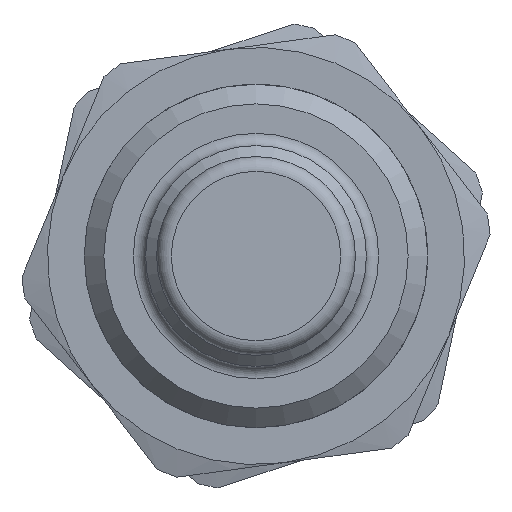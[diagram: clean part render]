
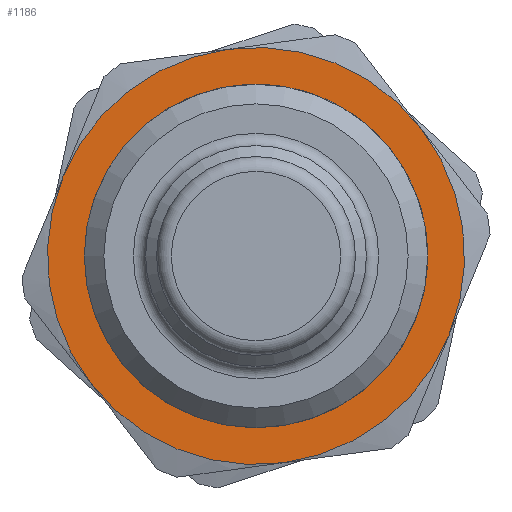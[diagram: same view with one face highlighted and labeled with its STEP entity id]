
A CAD part, left-side view. The second image highlights one B-rep face of the part: STEP entity #1186.
In plain terms, the highlighted planar face has unit normal (-1, 0, 0).
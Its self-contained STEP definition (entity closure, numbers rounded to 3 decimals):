
#155=CARTESIAN_POINT('',(24.45,-1.144,-8.423));
#156=VERTEX_POINT('',#155);
#239=CARTESIAN_POINT('',(24.45,6.722,-5.202));
#240=VERTEX_POINT('',#239);
#323=CARTESIAN_POINT('',(24.45,7.866,3.22));
#324=VERTEX_POINT('',#323);
#407=CARTESIAN_POINT('',(24.45,1.144,8.423));
#408=VERTEX_POINT('',#407);
#491=CARTESIAN_POINT('',(24.45,-6.722,5.202));
#492=VERTEX_POINT('',#491);
#551=CARTESIAN_POINT('',(24.45,-7.866,-3.22));
#552=VERTEX_POINT('',#551);
#553=CARTESIAN_POINT('',(24.45,0.0,0.0));
#554=DIRECTION('',(-1.0,0.0,0.0));
#555=DIRECTION('',(0.0,-0.925,-0.379));
#556=AXIS2_PLACEMENT_3D('',#553,#554,#555);
#557=CIRCLE('',#556,8.5);
#558=EDGE_CURVE('',#552,#492,#557,.T.);
#591=CARTESIAN_POINT('',(24.45,0.0,0.0));
#592=DIRECTION('',(-1.0,0.0,0.0));
#593=DIRECTION('',(0.0,-0.925,-0.379));
#594=AXIS2_PLACEMENT_3D('',#591,#592,#593);
#595=CIRCLE('',#594,8.5);
#596=EDGE_CURVE('',#492,#408,#595,.T.);
#615=CARTESIAN_POINT('',(24.45,0.0,0.0));
#616=DIRECTION('',(-1.0,0.0,0.0));
#617=DIRECTION('',(0.0,-0.925,-0.379));
#618=AXIS2_PLACEMENT_3D('',#615,#616,#617);
#619=CIRCLE('',#618,8.5);
#620=EDGE_CURVE('',#408,#324,#619,.T.);
#639=CARTESIAN_POINT('',(24.45,0.0,0.0));
#640=DIRECTION('',(-1.0,0.0,0.0));
#641=DIRECTION('',(0.0,-0.925,-0.379));
#642=AXIS2_PLACEMENT_3D('',#639,#640,#641);
#643=CIRCLE('',#642,8.5);
#644=EDGE_CURVE('',#324,#240,#643,.T.);
#685=CARTESIAN_POINT('',(24.45,0.0,0.0));
#686=DIRECTION('',(-1.0,0.0,0.0));
#687=DIRECTION('',(0.0,-0.925,-0.379));
#688=AXIS2_PLACEMENT_3D('',#685,#686,#687);
#689=CIRCLE('',#688,8.5);
#690=EDGE_CURVE('',#156,#552,#689,.T.);
#701=CARTESIAN_POINT('',(24.45,0.0,0.0));
#702=DIRECTION('',(-1.0,0.0,0.0));
#703=DIRECTION('',(0.0,-0.925,-0.379));
#704=AXIS2_PLACEMENT_3D('',#701,#702,#703);
#705=CIRCLE('',#704,8.5);
#706=EDGE_CURVE('',#240,#156,#705,.T.);
#1162=CARTESIAN_POINT('',(24.45,-7.172,-2.936));
#1163=DIRECTION('',(-1.0,0.0,0.0));
#1164=DIRECTION('',(0.0,0.379,-0.925));
#1165=AXIS2_PLACEMENT_3D('',#1162,#1163,#1164);
#1166=PLANE('',#1165);
#1167=ORIENTED_EDGE('',*,*,#558,.T.);
#1168=ORIENTED_EDGE('',*,*,#596,.T.);
#1169=ORIENTED_EDGE('',*,*,#620,.T.);
#1170=ORIENTED_EDGE('',*,*,#644,.T.);
#1171=ORIENTED_EDGE('',*,*,#706,.T.);
#1172=ORIENTED_EDGE('',*,*,#690,.T.);
#1173=EDGE_LOOP('',(#1167,#1168,#1169,#1170,#1171,#1172));
#1174=FACE_OUTER_BOUND('',#1173,.T.);
#1175=CARTESIAN_POINT('',(24.45,-6.478,-2.652));
#1176=VERTEX_POINT('',#1175);
#1177=CARTESIAN_POINT('',(24.45,0.0,0.0));
#1178=DIRECTION('',(-1.0,0.0,0.0));
#1179=DIRECTION('',(0.0,-0.925,-0.379));
#1180=AXIS2_PLACEMENT_3D('',#1177,#1178,#1179);
#1181=CIRCLE('',#1180,7.);
#1182=EDGE_CURVE('',#1176,#1176,#1181,.T.);
#1183=ORIENTED_EDGE('',*,*,#1182,.F.);
#1184=EDGE_LOOP('',(#1183));
#1185=FACE_BOUND('',#1184,.T.);
#1186=ADVANCED_FACE('',(#1174,#1185),#1166,.T.);
